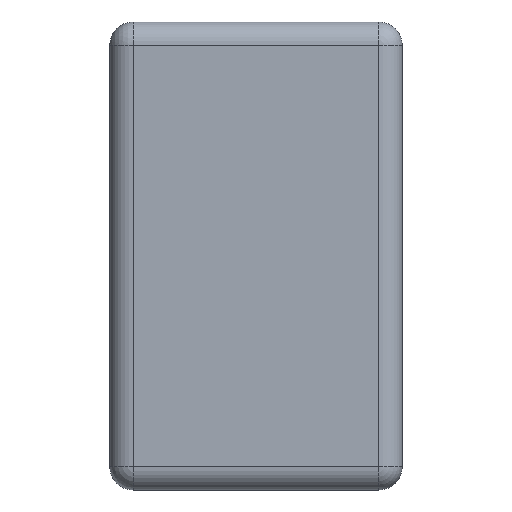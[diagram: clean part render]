
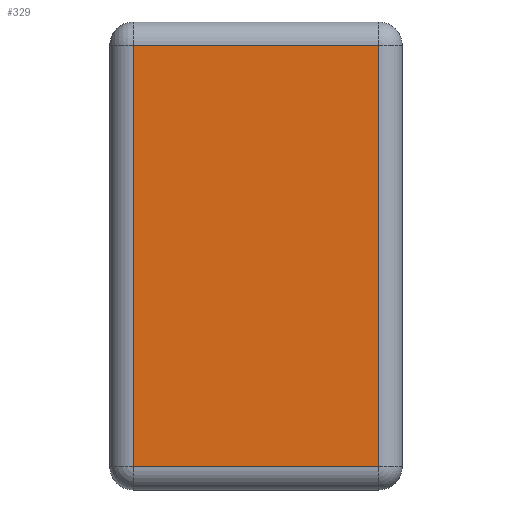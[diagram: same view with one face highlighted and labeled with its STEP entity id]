
A CAD part, left-side view. The second image highlights one B-rep face of the part: STEP entity #329.
In plain terms, the highlighted planar face has unit normal (-1, 0, 0).
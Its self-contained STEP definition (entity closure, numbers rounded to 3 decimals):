
#14 = VERTEX_POINT ( 'NONE', #540 ) ;
#83 = CARTESIAN_POINT ( 'NONE',  ( -1., 0.92, -0.72 ) ) ;
#156 = ORIENTED_EDGE ( 'NONE', *, *, #1109, .T. ) ;
#252 = ORIENTED_EDGE ( 'NONE', *, *, #1228, .T. ) ;
#279 = CARTESIAN_POINT ( 'NONE',  ( -1., 0.08, 0.72 ) ) ;
#306 = CARTESIAN_POINT ( 'NONE',  ( -1., 0.92, 0.72 ) ) ;
#315 = DIRECTION ( 'NONE',  ( 0., 0., -1. ) ) ;
#328 = VERTEX_POINT ( 'NONE', #306 ) ;
#329 = ADVANCED_FACE ( 'NONE', ( #1011 ), #694, .F. ) ;
#334 = VECTOR ( 'NONE', #978, 1000. ) ;
#340 = AXIS2_PLACEMENT_3D ( 'NONE', #521, #503, #315 ) ;
#348 = LINE ( 'NONE', #653, #879 ) ;
#406 = VECTOR ( 'NONE', #933, 1000. ) ;
#479 = LINE ( 'NONE', #584, #334 ) ;
#491 = VECTOR ( 'NONE', #556, 1000. ) ;
#503 = DIRECTION ( 'NONE',  ( 1., 0., 0. ) ) ;
#521 = CARTESIAN_POINT ( 'NONE',  ( -1., 1., 0.8 ) ) ;
#540 = CARTESIAN_POINT ( 'NONE',  ( -1., 0.08, -0.72 ) ) ;
#556 = DIRECTION ( 'NONE',  ( 0., -1., 0. ) ) ;
#562 = VERTEX_POINT ( 'NONE', #83 ) ;
#569 = EDGE_LOOP ( 'NONE', ( #156, #1060, #252, #1115 ) ) ;
#584 = CARTESIAN_POINT ( 'NONE',  ( -1., 1., 0.72 ) ) ;
#653 = CARTESIAN_POINT ( 'NONE',  ( -1., 0.92, 0.8 ) ) ;
#694 = PLANE ( 'NONE',  #340 ) ;
#750 = LINE ( 'NONE', #963, #406 ) ;
#757 = VERTEX_POINT ( 'NONE', #279 ) ;
#833 = DIRECTION ( 'NONE',  ( 0., 0., -1. ) ) ;
#879 = VECTOR ( 'NONE', #833, 1000. ) ;
#933 = DIRECTION ( 'NONE',  ( 0., 0., 1. ) ) ;
#963 = CARTESIAN_POINT ( 'NONE',  ( -1., 0.08, 0.8 ) ) ;
#973 = EDGE_CURVE ( 'NONE', #757, #328, #479, .T. ) ;
#978 = DIRECTION ( 'NONE',  ( 0., 1., 0. ) ) ;
#1011 = FACE_OUTER_BOUND ( 'NONE', #569, .T. ) ;
#1056 = CARTESIAN_POINT ( 'NONE',  ( -1., 1., -0.72 ) ) ;
#1060 = ORIENTED_EDGE ( 'NONE', *, *, #1150, .T. ) ;
#1109 = EDGE_CURVE ( 'NONE', #328, #562, #348, .T. ) ;
#1115 = ORIENTED_EDGE ( 'NONE', *, *, #973, .T. ) ;
#1134 = LINE ( 'NONE', #1056, #491 ) ;
#1150 = EDGE_CURVE ( 'NONE', #562, #14, #1134, .T. ) ;
#1228 = EDGE_CURVE ( 'NONE', #14, #757, #750, .T. ) ;
